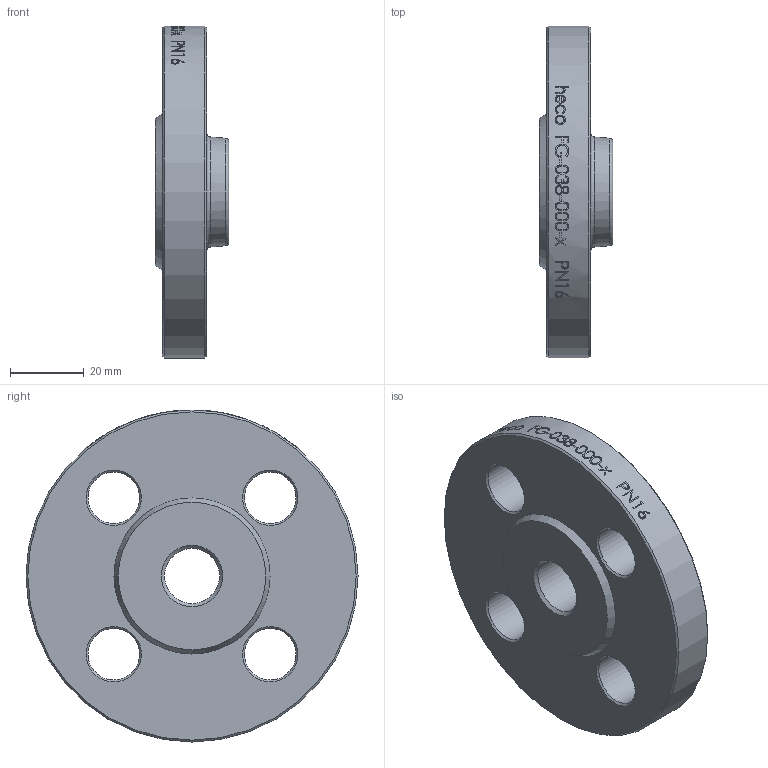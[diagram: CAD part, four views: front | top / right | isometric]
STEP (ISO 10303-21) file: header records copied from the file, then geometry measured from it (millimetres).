
FILE_DESCRIPTION (( 'STEP AP214' ), '1' );
FILE_NAME ('FG-038-000-x Gewindelansch PN16 2102.STEP', '2021-02-02T13:50:03', ( '' ), ( '' ), 'SwSTEP 2.0', 'SolidWorks 2019', '' );
FILE_SCHEMA (( 'AUTOMOTIVE_DESIGN' ));
Length unit declared in the file: millimetre
Products named in the file (1): FG-038-000-x Gewindelansch PN16 2102
Bounding box: 20 x 90 x 90 mm (x, y, z)
Volume: 72077 mm3; surface area: 17870.7 mm2
Topology: 1 solids, 1 shells, 56 faces, 268 edges, 245 vertices
Faces by surface type: cylinder 36, cone 14, plane 4, torus 2
Full cylindrical faces by diameter (mm): 14 x4, 14.95 x1, 90 x1
Entity records: 6729 total; most frequent: CARTESIAN_POINT 4514, ORIENTED_EDGE 474, DIRECTION 271, VERTEX_POINT 237, EDGE_CURVE 237, B_SPLINE_CURVE_WITH_KNOTS 145, AXIS2_PLACEMENT_3D 122, EDGE_LOOP 120
